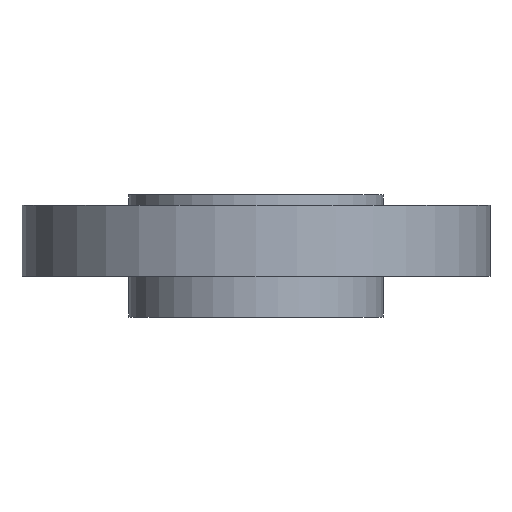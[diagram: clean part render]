
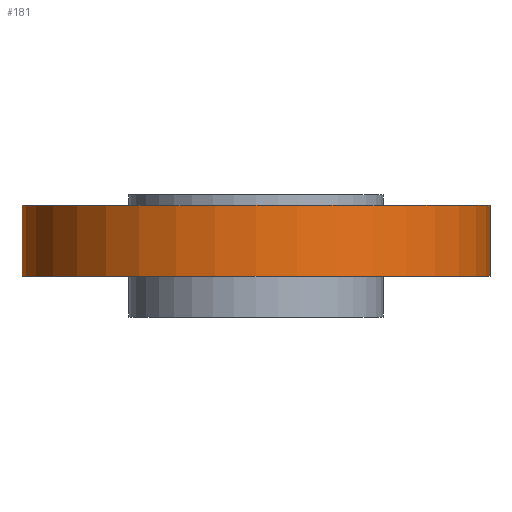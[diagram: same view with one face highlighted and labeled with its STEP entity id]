
A CAD part, front view. The second image highlights one B-rep face of the part: STEP entity #181.
In plain terms, the highlighted cylindrical face has radius 146.05 mm (diameter 292.1 mm), a partial arc.
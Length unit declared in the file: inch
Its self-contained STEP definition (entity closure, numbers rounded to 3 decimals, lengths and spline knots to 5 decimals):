
#22 = LINE ( 'NONE', #780, #177 ) ;
#95 = DIRECTION ( 'NONE',  ( 0., 0., 1. ) ) ;
#102 = CARTESIAN_POINT ( 'NONE',  ( 5.75, 0., -18.26346 ) ) ;
#134 = EDGE_LOOP ( 'NONE', ( #647, #339, #561, #438 ) ) ;
#147 = CARTESIAN_POINT ( 'NONE',  ( 5.75, 0., -2. ) ) ;
#170 = CARTESIAN_POINT ( 'NONE',  ( 0., 0., -18.26346 ) ) ;
#177 = VECTOR ( 'NONE', #95, 39.37008 ) ;
#181 = ADVANCED_FACE ( 'NONE', ( #697 ), #625, .T. ) ;
#198 = VERTEX_POINT ( 'NONE', #945 ) ;
#208 = DIRECTION ( 'NONE',  ( 1., 0., 0. ) ) ;
#255 = DIRECTION ( 'NONE',  ( 1., 0., 0. ) ) ;
#284 = VERTEX_POINT ( 'NONE', #891 ) ;
#289 = DIRECTION ( 'NONE',  ( 0., 0., -1. ) ) ;
#292 = VECTOR ( 'NONE', #944, 39.37008 ) ;
#325 = EDGE_CURVE ( 'NONE', #461, #284, #22, .T. ) ;
#332 = AXIS2_PLACEMENT_3D ( 'NONE', #170, #483, #255 ) ;
#339 = ORIENTED_EDGE ( 'NONE', *, *, #564, .F. ) ;
#425 = CARTESIAN_POINT ( 'NONE',  ( -5.75, 0., -2. ) ) ;
#438 = ORIENTED_EDGE ( 'NONE', *, *, #678, .F. ) ;
#453 = CARTESIAN_POINT ( 'NONE',  ( 0., 0., -0.25 ) ) ;
#461 = VERTEX_POINT ( 'NONE', #425 ) ;
#483 = DIRECTION ( 'NONE',  ( 0., 0., 1. ) ) ;
#561 = ORIENTED_EDGE ( 'NONE', *, *, #822, .T. ) ;
#564 = EDGE_CURVE ( 'NONE', #654, #461, #966, .T. ) ;
#625 = CYLINDRICAL_SURFACE ( 'NONE', #332, 5.75 ) ;
#647 = ORIENTED_EDGE ( 'NONE', *, *, #325, .F. ) ;
#650 = AXIS2_PLACEMENT_3D ( 'NONE', #814, #289, #208 ) ;
#654 = VERTEX_POINT ( 'NONE', #147 ) ;
#678 = EDGE_CURVE ( 'NONE', #284, #198, #756, .T. ) ;
#692 = AXIS2_PLACEMENT_3D ( 'NONE', #453, #1003, #1000 ) ;
#697 = FACE_OUTER_BOUND ( 'NONE', #134, .T. ) ;
#756 = CIRCLE ( 'NONE', #692, 5.75 ) ;
#780 = CARTESIAN_POINT ( 'NONE',  ( -5.75, 0., -18.26346 ) ) ;
#787 = LINE ( 'NONE', #102, #292 ) ;
#814 = CARTESIAN_POINT ( 'NONE',  ( 0., 0., -2. ) ) ;
#822 = EDGE_CURVE ( 'NONE', #654, #198, #787, .T. ) ;
#891 = CARTESIAN_POINT ( 'NONE',  ( -5.75, 0., -0.25 ) ) ;
#944 = DIRECTION ( 'NONE',  ( 0., 0., 1. ) ) ;
#945 = CARTESIAN_POINT ( 'NONE',  ( 5.75, 0., -0.25 ) ) ;
#966 = CIRCLE ( 'NONE', #650, 5.75 ) ;
#1000 = DIRECTION ( 'NONE',  ( 1., 0., 0. ) ) ;
#1003 = DIRECTION ( 'NONE',  ( 0., 0., 1. ) ) ;
